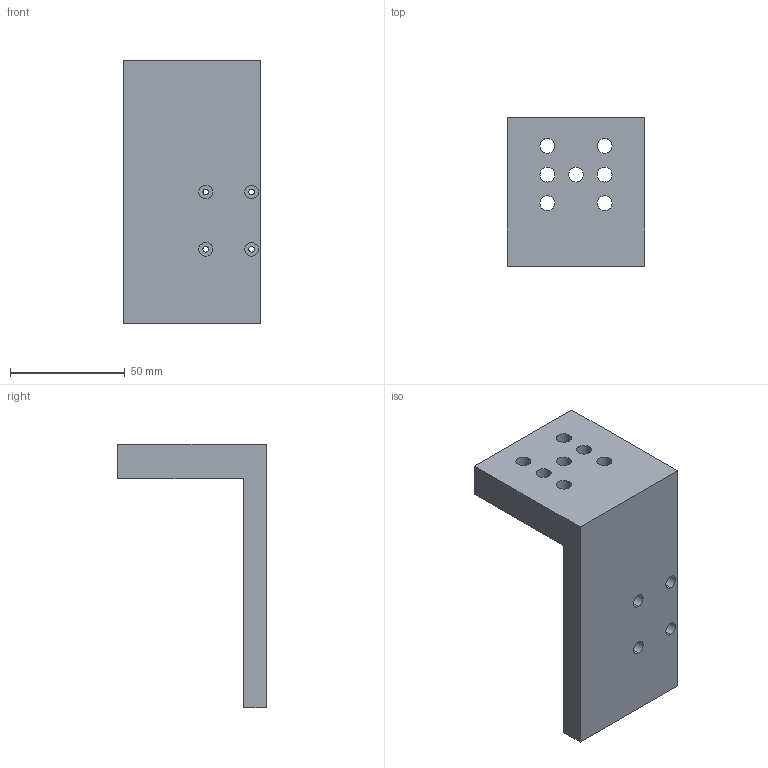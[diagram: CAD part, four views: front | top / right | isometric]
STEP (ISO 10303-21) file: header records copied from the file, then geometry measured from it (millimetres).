
FILE_DESCRIPTION (( 'STEP AP203' ), '1' );
FILE_NAME ('72-MINI2Pholder P1 .STEP', '2021-07-30T12:39:39', ( '' ), ( '' ), 'SwSTEP 2.0', 'SolidWorks 2020', '' );
FILE_SCHEMA (( 'CONFIG_CONTROL_DESIGN' ));
Length unit declared in the file: millimetre
Products named in the file (1): 72-MINI2Pholder P1 
Bounding box: 60 x 65 x 115 mm (x, y, z)
Volume: 114352.1 mm3; surface area: 27724.4 mm2
Topology: 1 solids, 1 shells, 42 faces, 108 edges, 72 vertices
Faces by surface type: cylinder 30, plane 12
Entity records: 1433 total; most frequent: DIRECTION 254, CARTESIAN_POINT 223, ORIENTED_EDGE 216, EDGE_CURVE 108, AXIS2_PLACEMENT_3D 103, VERTEX_POINT 72, EDGE_LOOP 68, CIRCLE 60
